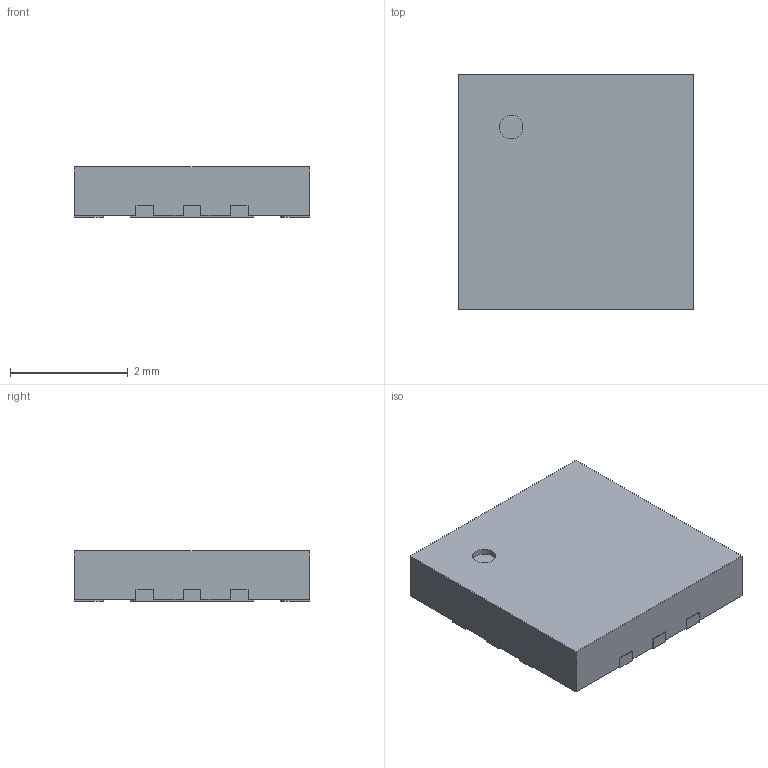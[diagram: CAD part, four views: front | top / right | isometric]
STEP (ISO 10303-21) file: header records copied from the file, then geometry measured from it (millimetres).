
FILE_DESCRIPTION(/* description */ ('model of VQFN-12-1EP_4x4mm_P0.8mm_EP2.1x2.1mm'),/* implementation_level */ '2;1');
FILE_NAME(/* name */ 'VQFN-12-1EP_4x4mm_P0.8mm_EP2.1x2.1mm.step',/* time_stamp */ '1970-01-01T00:00:00',/* author */ ('KiCAD','kicad'),/* organization */ ('OCCT'),/* preprocessor_version */ '',/* originating_system */ 'KiCAD',/* authorisation */ '');
FILE_SCHEMA(('AUTOMOTIVE_DESIGN { 1 0 10303 214 1 1 1 1 }'));
Length unit declared in the file: millimetre
Products named in the file (1): VQFN-12-1EP_4x4mm_P0.8mm_EP2.1x2.1mm
Bounding box: 4 x 4 x 0.85 mm (x, y, z)
Volume: 13.3 mm3; surface area: 45.7 mm2
Topology: 1 solids, 1 shells, 86 faces, 246 edges, 164 vertices
Faces by surface type: plane 73, cylinder 13
Full cylindrical faces by diameter (mm): 0.4 x1
Entity records: 1995 total; most frequent: ORIENTED_EDGE 424, CARTESIAN_POINT 293, EDGE_CURVE 246, LINE 208, VERTEX_POINT 164, AXIS2_PLACEMENT_3D 113, FACE_BOUND 88, EDGE_LOOP 88
